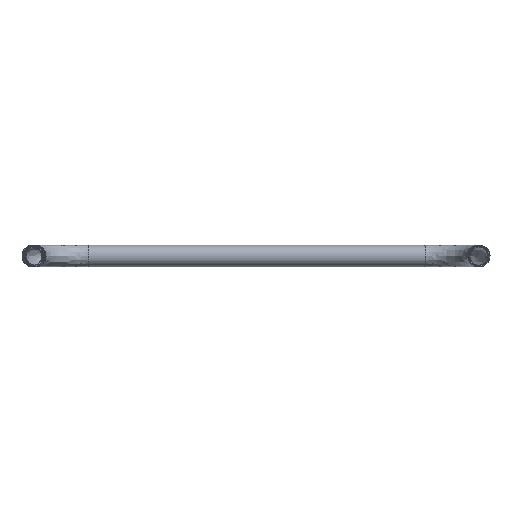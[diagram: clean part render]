
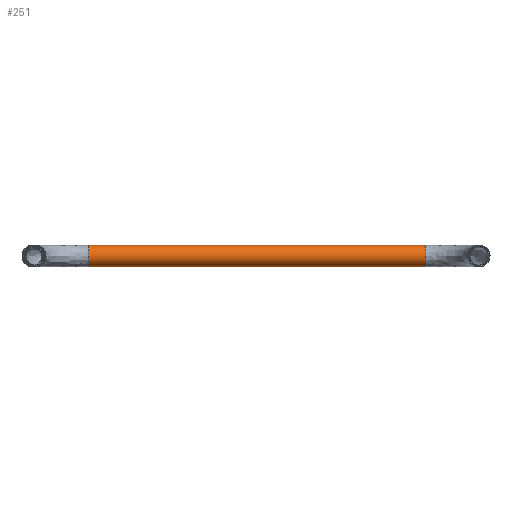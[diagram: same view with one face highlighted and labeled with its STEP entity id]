
A CAD part, left-side view. The second image highlights one B-rep face of the part: STEP entity #251.
In plain terms, the highlighted free-form (B-spline) face has degree [3, 1] with [4, 2] control points.
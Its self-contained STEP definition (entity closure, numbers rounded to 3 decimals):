
#41 = DIRECTION ( 'NONE',  ( 0., -1., 0. ) ) ;
#77 = CARTESIAN_POINT ( 'NONE',  ( 750., -125.502, -24.15 ) ) ;
#106 = CIRCLE ( 'NONE', #2624, 24.15 ) ;
#251 = ADVANCED_FACE ( 'NONE', ( #404 ), #2371, .T. ) ;
#262 = LINE ( 'NONE', #2744, #292 ) ;
#292 = VECTOR ( 'NONE', #1981, 1000. ) ;
#298 = CIRCLE ( 'NONE', #2318, 24.15 ) ;
#404 = FACE_OUTER_BOUND ( 'NONE', #3177, .T. ) ;
#443 = EDGE_CURVE ( 'NONE', #1583, #2693, #298, .T. ) ;
#475 = EDGE_CURVE ( 'NONE', #1583, #1957, #262, .T. ) ;
#503 = CARTESIAN_POINT ( 'NONE',  ( 750., -125.502, 24.15 ) ) ;
#932 = ORIENTED_EDGE ( 'NONE', *, *, #475, .F. ) ;
#982 = EDGE_CURVE ( 'NONE', #1957, #1873, #106, .T. ) ;
#1280 = LINE ( 'NONE', #77, #1357 ) ;
#1357 = VECTOR ( 'NONE', #41, 1000. ) ;
#1415 = CARTESIAN_POINT ( 'NONE',  ( 750., -878.425, 24.15 ) ) ;
#1583 = VERTEX_POINT ( 'NONE', #503 ) ;
#1626 = CARTESIAN_POINT ( 'NONE',  ( 750., -125.502, 0. ) ) ;
#1635 = CARTESIAN_POINT ( 'NONE',  ( 750., -878.425, 24.15 ) ) ;
#1636 = DIRECTION ( 'NONE',  ( 0.009, -1., 0. ) ) ;
#1643 = DIRECTION ( 'NONE',  ( 0., 0., -1. ) ) ;
#1661 = CARTESIAN_POINT ( 'NONE',  ( 750., -125.502, -24.15 ) ) ;
#1756 = EDGE_CURVE ( 'NONE', #2693, #1873, #1280, .T. ) ;
#1873 = VERTEX_POINT ( 'NONE', #2171 ) ;
#1907 = CARTESIAN_POINT ( 'NONE',  ( 750., -125.502, 24.15 ) ) ;
#1923 = CARTESIAN_POINT ( 'NONE',  ( 701.702, -125.924, 24.15 ) ) ;
#1926 = CARTESIAN_POINT ( 'NONE',  ( 701.702, -878.846, 24.15 ) ) ;
#1932 = CARTESIAN_POINT ( 'NONE',  ( 701.702, -125.924, -24.15 ) ) ;
#1933 = CARTESIAN_POINT ( 'NONE',  ( 701.702, -878.846, -24.15 ) ) ;
#1936 = CARTESIAN_POINT ( 'NONE',  ( 750., -125.502, -24.15 ) ) ;
#1957 = VERTEX_POINT ( 'NONE', #1415 ) ;
#1958 = CARTESIAN_POINT ( 'NONE',  ( 750., -878.425, -24.15 ) ) ;
#1968 = ORIENTED_EDGE ( 'NONE', *, *, #1756, .T. ) ;
#1981 = DIRECTION ( 'NONE',  ( 0., -1., 0. ) ) ;
#2171 = CARTESIAN_POINT ( 'NONE',  ( 750., -878.425, -24.15 ) ) ;
#2318 = AXIS2_PLACEMENT_3D ( 'NONE', #1626, #1636, #1643 ) ;
#2371 =( BOUNDED_SURFACE ( )  B_SPLINE_SURFACE ( 3, 1, ( 
 ( #1907, #1635 ),
 ( #1923, #1926 ),
 ( #1932, #1933 ),
 ( #1936, #1958 ) ),
 .UNSPECIFIED., .F., .F., .T. ) 
 B_SPLINE_SURFACE_WITH_KNOTS ( ( 4, 4 ),
 ( 2, 2 ),
 ( 0., 1. ),
 ( 0., 1. ),
 .UNSPECIFIED. ) 
 GEOMETRIC_REPRESENTATION_ITEM ( )  RATIONAL_B_SPLINE_SURFACE ( (
 ( 1., 1.),
 ( 0.333, 0.333),
 ( 0.333, 0.333),
 ( 1., 1.) ) ) 
 REPRESENTATION_ITEM ( '' )  SURFACE ( )  );
#2372 = ORIENTED_EDGE ( 'NONE', *, *, #982, .F. ) ;
#2624 = AXIS2_PLACEMENT_3D ( 'NONE', #2954, #2957, #2970 ) ;
#2693 = VERTEX_POINT ( 'NONE', #1661 ) ;
#2734 = ORIENTED_EDGE ( 'NONE', *, *, #443, .T. ) ;
#2744 = CARTESIAN_POINT ( 'NONE',  ( 750., -125.502, 24.15 ) ) ;
#2954 = CARTESIAN_POINT ( 'NONE',  ( 750., -878.425, 0. ) ) ;
#2957 = DIRECTION ( 'NONE',  ( 0.009, -1., 0. ) ) ;
#2970 = DIRECTION ( 'NONE',  ( 0., 0., -1. ) ) ;
#3177 = EDGE_LOOP ( 'NONE', ( #932, #2734, #1968, #2372 ) ) ;
